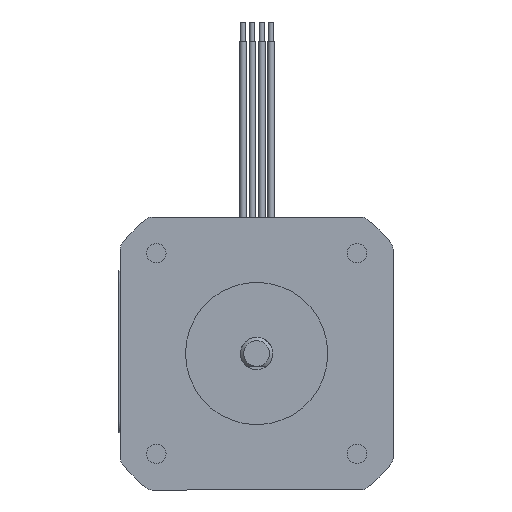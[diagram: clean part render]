
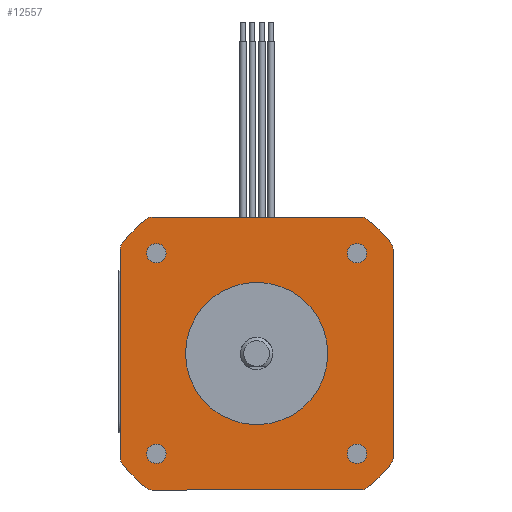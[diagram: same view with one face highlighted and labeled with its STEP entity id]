
A CAD part, front view. The second image highlights one B-rep face of the part: STEP entity #12557.
In plain terms, the highlighted face is planar.
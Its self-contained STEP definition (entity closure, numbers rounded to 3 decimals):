
#617=FACE_BOUND('',#4426,.T.);
#618=FACE_BOUND('',#4427,.T.);
#619=FACE_BOUND('',#4428,.T.);
#620=FACE_BOUND('',#4429,.T.);
#621=FACE_BOUND('',#4430,.T.);
#999=LINE('',#18684,#2166);
#1000=LINE('',#18692,#2167);
#1001=LINE('',#18700,#2168);
#1002=LINE('',#18708,#2169);
#2166=VECTOR('',#14747,32.311);
#2167=VECTOR('',#14754,32.311);
#2168=VECTOR('',#14761,32.311);
#2169=VECTOR('',#14768,32.311);
#3326=PLANE('',#13298);
#3721=FACE_OUTER_BOUND('',#4425,.T.);
#4425=EDGE_LOOP('',(#8935,#8936,#8937,#8938,#8939,#8940,#8941,#8942,#8943,
#8944,#8945,#8946,#8947,#8948,#8949,#8950));
#4426=EDGE_LOOP('',(#8951));
#4427=EDGE_LOOP('',(#8952));
#4428=EDGE_LOOP('',(#8953));
#4429=EDGE_LOOP('',(#8954));
#4430=EDGE_LOOP('',(#8955));
#5204=CIRCLE('',#13295,11.);
#5206=CIRCLE('',#13299,26.9);
#5207=CIRCLE('',#13300,1.5);
#5208=CIRCLE('',#13301,1.5);
#5209=CIRCLE('',#13302,26.9);
#5210=CIRCLE('',#13303,1.5);
#5211=CIRCLE('',#13304,1.5);
#5212=CIRCLE('',#13305,26.9);
#5213=CIRCLE('',#13306,1.5);
#5214=CIRCLE('',#13307,1.5);
#5215=CIRCLE('',#13308,26.9);
#5216=CIRCLE('',#13309,1.5);
#5217=CIRCLE('',#13310,1.5);
#5218=CIRCLE('',#13311,1.5);
#5219=CIRCLE('',#13312,1.5);
#5220=CIRCLE('',#13313,1.5);
#5221=CIRCLE('',#13314,1.5);
#5849=VERTEX_POINT('',#18672);
#5851=VERTEX_POINT('',#18678);
#5852=VERTEX_POINT('',#18679);
#5853=VERTEX_POINT('',#18681);
#5854=VERTEX_POINT('',#18683);
#5855=VERTEX_POINT('',#18685);
#5856=VERTEX_POINT('',#18687);
#5857=VERTEX_POINT('',#18689);
#5858=VERTEX_POINT('',#18691);
#5859=VERTEX_POINT('',#18693);
#5860=VERTEX_POINT('',#18695);
#5861=VERTEX_POINT('',#18697);
#5862=VERTEX_POINT('',#18699);
#5863=VERTEX_POINT('',#18701);
#5864=VERTEX_POINT('',#18703);
#5865=VERTEX_POINT('',#18705);
#5866=VERTEX_POINT('',#18707);
#5867=VERTEX_POINT('',#18710);
#5868=VERTEX_POINT('',#18712);
#5869=VERTEX_POINT('',#18714);
#5870=VERTEX_POINT('',#18716);
#7091=EDGE_CURVE('',#5849,#5849,#5204,.T.);
#7093=EDGE_CURVE('',#5851,#5852,#5206,.T.);
#7094=EDGE_CURVE('',#5853,#5851,#5207,.T.);
#7095=EDGE_CURVE('',#5854,#5853,#999,.T.);
#7096=EDGE_CURVE('',#5855,#5854,#5208,.T.);
#7097=EDGE_CURVE('',#5856,#5855,#5209,.T.);
#7098=EDGE_CURVE('',#5857,#5856,#5210,.T.);
#7099=EDGE_CURVE('',#5858,#5857,#1000,.T.);
#7100=EDGE_CURVE('',#5859,#5858,#5211,.T.);
#7101=EDGE_CURVE('',#5860,#5859,#5212,.T.);
#7102=EDGE_CURVE('',#5861,#5860,#5213,.T.);
#7103=EDGE_CURVE('',#5862,#5861,#1001,.T.);
#7104=EDGE_CURVE('',#5863,#5862,#5214,.T.);
#7105=EDGE_CURVE('',#5864,#5863,#5215,.T.);
#7106=EDGE_CURVE('',#5865,#5864,#5216,.T.);
#7107=EDGE_CURVE('',#5866,#5865,#1002,.T.);
#7108=EDGE_CURVE('',#5852,#5866,#5217,.T.);
#7109=EDGE_CURVE('',#5867,#5867,#5218,.T.);
#7110=EDGE_CURVE('',#5868,#5868,#5219,.T.);
#7111=EDGE_CURVE('',#5869,#5869,#5220,.T.);
#7112=EDGE_CURVE('',#5870,#5870,#5221,.T.);
#8935=ORIENTED_EDGE('',*,*,#7093,.F.);
#8936=ORIENTED_EDGE('',*,*,#7094,.F.);
#8937=ORIENTED_EDGE('',*,*,#7095,.F.);
#8938=ORIENTED_EDGE('',*,*,#7096,.F.);
#8939=ORIENTED_EDGE('',*,*,#7097,.F.);
#8940=ORIENTED_EDGE('',*,*,#7098,.F.);
#8941=ORIENTED_EDGE('',*,*,#7099,.F.);
#8942=ORIENTED_EDGE('',*,*,#7100,.F.);
#8943=ORIENTED_EDGE('',*,*,#7101,.F.);
#8944=ORIENTED_EDGE('',*,*,#7102,.F.);
#8945=ORIENTED_EDGE('',*,*,#7103,.F.);
#8946=ORIENTED_EDGE('',*,*,#7104,.F.);
#8947=ORIENTED_EDGE('',*,*,#7105,.F.);
#8948=ORIENTED_EDGE('',*,*,#7106,.F.);
#8949=ORIENTED_EDGE('',*,*,#7107,.F.);
#8950=ORIENTED_EDGE('',*,*,#7108,.F.);
#8951=ORIENTED_EDGE('',*,*,#7091,.T.);
#8952=ORIENTED_EDGE('',*,*,#7109,.T.);
#8953=ORIENTED_EDGE('',*,*,#7110,.T.);
#8954=ORIENTED_EDGE('',*,*,#7111,.T.);
#8955=ORIENTED_EDGE('',*,*,#7112,.T.);
#12557=ADVANCED_FACE('',(#3721,#617,#618,#619,#620,#621),#3326,.F.);
#13295=AXIS2_PLACEMENT_3D('',#18673,#14735,#14736);
#13298=AXIS2_PLACEMENT_3D('',#18677,#14741,#14742);
#13299=AXIS2_PLACEMENT_3D('',#18680,#14743,#14744);
#13300=AXIS2_PLACEMENT_3D('',#18682,#14745,#14746);
#13301=AXIS2_PLACEMENT_3D('',#18686,#14748,#14749);
#13302=AXIS2_PLACEMENT_3D('',#18688,#14750,#14751);
#13303=AXIS2_PLACEMENT_3D('',#18690,#14752,#14753);
#13304=AXIS2_PLACEMENT_3D('',#18694,#14755,#14756);
#13305=AXIS2_PLACEMENT_3D('',#18696,#14757,#14758);
#13306=AXIS2_PLACEMENT_3D('',#18698,#14759,#14760);
#13307=AXIS2_PLACEMENT_3D('',#18702,#14762,#14763);
#13308=AXIS2_PLACEMENT_3D('',#18704,#14764,#14765);
#13309=AXIS2_PLACEMENT_3D('',#18706,#14766,#14767);
#13310=AXIS2_PLACEMENT_3D('',#18709,#14769,#14770);
#13311=AXIS2_PLACEMENT_3D('',#18711,#14771,#14772);
#13312=AXIS2_PLACEMENT_3D('',#18713,#14773,#14774);
#13313=AXIS2_PLACEMENT_3D('',#18715,#14775,#14776);
#13314=AXIS2_PLACEMENT_3D('',#18717,#14777,#14778);
#14735=DIRECTION('center_axis',(0.,0.,1.));
#14736=DIRECTION('ref_axis',(1.,0.,0.));
#14741=DIRECTION('center_axis',(0.,0.,1.));
#14742=DIRECTION('ref_axis',(1.,0.,0.));
#14743=DIRECTION('center_axis',(0.,0.,1.));
#14744=DIRECTION('ref_axis',(1.,0.,0.));
#14745=DIRECTION('center_axis',(0.,0.,1.));
#14746=DIRECTION('ref_axis',(-1.,0.,0.));
#14747=DIRECTION('',(0.,-1.,0.));
#14748=DIRECTION('center_axis',(0.,0.,1.));
#14749=DIRECTION('ref_axis',(-1.,0.,0.));
#14750=DIRECTION('center_axis',(0.,0.,1.));
#14751=DIRECTION('ref_axis',(1.,0.,0.));
#14752=DIRECTION('center_axis',(0.,0.,1.));
#14753=DIRECTION('ref_axis',(-1.,0.,0.));
#14754=DIRECTION('',(-1.,0.,0.));
#14755=DIRECTION('center_axis',(0.,0.,1.));
#14756=DIRECTION('ref_axis',(-1.,0.,0.));
#14757=DIRECTION('center_axis',(0.,0.,1.));
#14758=DIRECTION('ref_axis',(1.,0.,0.));
#14759=DIRECTION('center_axis',(0.,0.,1.));
#14760=DIRECTION('ref_axis',(-1.,0.,0.));
#14761=DIRECTION('',(0.,1.,0.));
#14762=DIRECTION('center_axis',(0.,0.,1.));
#14763=DIRECTION('ref_axis',(-1.,0.,0.));
#14764=DIRECTION('center_axis',(0.,0.,1.));
#14765=DIRECTION('ref_axis',(1.,0.,0.));
#14766=DIRECTION('center_axis',(0.,0.,1.));
#14767=DIRECTION('ref_axis',(-1.,0.,0.));
#14768=DIRECTION('',(1.,0.,0.));
#14769=DIRECTION('center_axis',(0.,0.,1.));
#14770=DIRECTION('ref_axis',(1.,0.,0.));
#14771=DIRECTION('center_axis',(0.,0.,1.));
#14772=DIRECTION('ref_axis',(1.,0.,0.));
#14773=DIRECTION('center_axis',(0.,0.,1.));
#14774=DIRECTION('ref_axis',(1.,0.,0.));
#14775=DIRECTION('center_axis',(0.,0.,1.));
#14776=DIRECTION('ref_axis',(1.,0.,0.));
#14777=DIRECTION('center_axis',(0.,0.,1.));
#14778=DIRECTION('ref_axis',(1.,0.,0.));
#18672=CARTESIAN_POINT('',(11.,0.,1.8));
#18673=CARTESIAN_POINT('Origin',(0.,0.,1.8));
#18677=CARTESIAN_POINT('Origin',(0.,0.,1.8));
#18678=CARTESIAN_POINT('',(-20.757,-17.11,1.8));
#18679=CARTESIAN_POINT('',(-17.11,-20.757,1.8));
#18680=CARTESIAN_POINT('Origin',(0.,0.,1.8));
#18681=CARTESIAN_POINT('',(-21.1,-16.155,1.8));
#18682=CARTESIAN_POINT('Origin',(-19.6,-16.155,1.8));
#18683=CARTESIAN_POINT('',(-21.1,16.155,1.8));
#18684=CARTESIAN_POINT('',(-21.1,16.155,1.8));
#18685=CARTESIAN_POINT('',(-20.757,17.11,1.8));
#18686=CARTESIAN_POINT('Origin',(-19.6,16.155,1.8));
#18687=CARTESIAN_POINT('',(-17.11,20.757,1.8));
#18688=CARTESIAN_POINT('Origin',(0.,0.,1.8));
#18689=CARTESIAN_POINT('',(-16.155,21.1,1.8));
#18690=CARTESIAN_POINT('Origin',(-16.155,19.6,1.8));
#18691=CARTESIAN_POINT('',(16.155,21.1,1.8));
#18692=CARTESIAN_POINT('',(16.155,21.1,1.8));
#18693=CARTESIAN_POINT('',(17.11,20.757,1.8));
#18694=CARTESIAN_POINT('Origin',(16.155,19.6,1.8));
#18695=CARTESIAN_POINT('',(20.757,17.11,1.8));
#18696=CARTESIAN_POINT('Origin',(0.,0.,1.8));
#18697=CARTESIAN_POINT('',(21.1,16.155,1.8));
#18698=CARTESIAN_POINT('Origin',(19.6,16.155,1.8));
#18699=CARTESIAN_POINT('',(21.1,-16.155,1.8));
#18700=CARTESIAN_POINT('',(21.1,-16.155,1.8));
#18701=CARTESIAN_POINT('',(20.757,-17.11,1.8));
#18702=CARTESIAN_POINT('Origin',(19.6,-16.155,1.8));
#18703=CARTESIAN_POINT('',(17.11,-20.757,1.8));
#18704=CARTESIAN_POINT('Origin',(0.,0.,1.8));
#18705=CARTESIAN_POINT('',(16.155,-21.1,1.8));
#18706=CARTESIAN_POINT('Origin',(16.155,-19.6,1.8));
#18707=CARTESIAN_POINT('',(-16.155,-21.1,1.8));
#18708=CARTESIAN_POINT('',(-16.155,-21.1,1.8));
#18709=CARTESIAN_POINT('Origin',(-16.155,-19.6,1.8));
#18710=CARTESIAN_POINT('',(-14.,-15.5,1.8));
#18711=CARTESIAN_POINT('Origin',(-15.5,-15.5,1.8));
#18712=CARTESIAN_POINT('',(17.,-15.5,1.8));
#18713=CARTESIAN_POINT('Origin',(15.5,-15.5,1.8));
#18714=CARTESIAN_POINT('',(17.,15.5,1.8));
#18715=CARTESIAN_POINT('Origin',(15.5,15.5,1.8));
#18716=CARTESIAN_POINT('',(-14.,15.5,1.8));
#18717=CARTESIAN_POINT('Origin',(-15.5,15.5,1.8));
